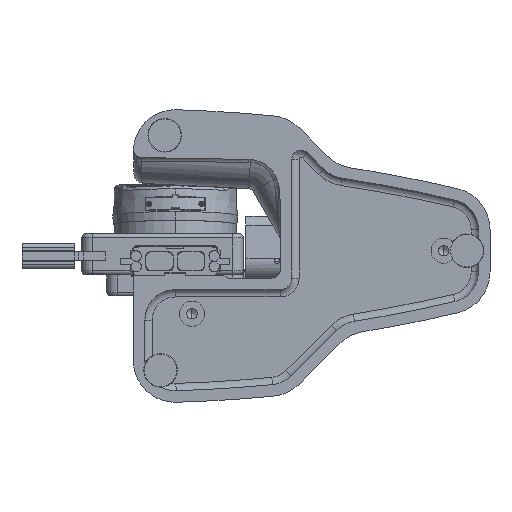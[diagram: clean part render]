
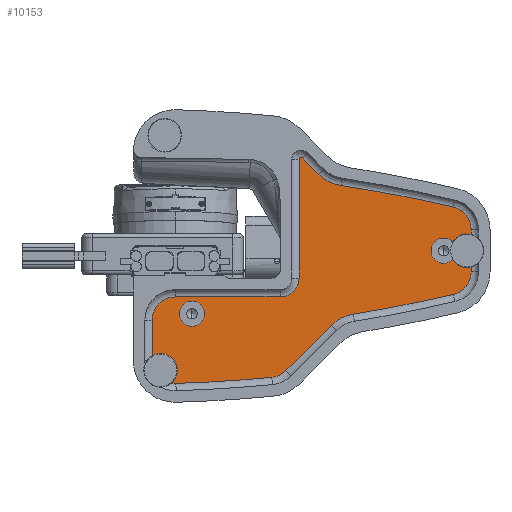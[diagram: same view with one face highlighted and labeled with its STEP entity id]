
A CAD part, front view. The second image highlights one B-rep face of the part: STEP entity #10153.
In plain terms, the highlighted planar face has unit normal (0, -1, 0).
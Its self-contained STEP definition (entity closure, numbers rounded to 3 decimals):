
#3097=CARTESIAN_POINT('',(141.,2.,12.746));
#3121=CARTESIAN_POINT('',(8.,2.,-25.));
#3122=DIRECTION('',(0.,-1.,0.));
#3123=DIRECTION('',(0.,0.,-1.));
#3124=AXIS2_PLACEMENT_3D('',#3121,#3122,#3123);
#3126=CARTESIAN_POINT('',(8.,2.,-25.));
#3127=DIRECTION('',(0.,-1.,0.));
#3128=DIRECTION('',(0.,0.,1.));
#3129=AXIS2_PLACEMENT_3D('',#3126,#3127,#3128);
#3131=CARTESIAN_POINT('',(139.,2.,5.));
#3132=DIRECTION('',(0.,-1.,0.));
#3133=DIRECTION('',(-0.847,0.,-0.532));
#3134=AXIS2_PLACEMENT_3D('',#3131,#3132,#3133);
#3136=DIRECTION('',(0.,0.,-1.));
#3137=VECTOR('',#3136,2.347);
#3138=CARTESIAN_POINT('',(141.,2.,-2.746));
#3139=LINE('',#3138,#3137);
#3140=CARTESIAN_POINT('',(130.,2.,-5.093));
#3141=DIRECTION('',(0.,1.,0.));
#3142=DIRECTION('',(1.,0.,0.));
#3143=AXIS2_PLACEMENT_3D('',#3140,#3141,#3142);
#3145=CARTESIAN_POINT('',(-20.,2.,632.5));
#3146=DIRECTION('',(0.,1.,0.));
#3147=DIRECTION('',(0.229,0.,-0.973));
#3148=AXIS2_PLACEMENT_3D('',#3145,#3146,#3147);
#3150=CARTESIAN_POINT('',(87.857,2.,-43.955));
#3151=DIRECTION('',(0.,-1.,0.));
#3152=DIRECTION('',(-0.157,0.,0.988));
#3153=AXIS2_PLACEMENT_3D('',#3150,#3151,#3152);
#3155=DIRECTION('',(-0.707,0.,-0.707));
#3156=VECTOR('',#3155,30.609);
#3157=CARTESIAN_POINT('',(74.422,2.,-30.52));
#3158=LINE('',#3157,#3156);
#3159=CARTESIAN_POINT('',(45.,2.,-44.386));
#3160=DIRECTION('',(0.,1.,0.));
#3161=DIRECTION('',(0.707,0.,-0.707));
#3162=AXIS2_PLACEMENT_3D('',#3159,#3160,#3161);
#3164=CARTESIAN_POINT('',(-20.,2.,632.5));
#3165=DIRECTION('',(0.,1.,0.));
#3166=DIRECTION('',(0.096,0.,-0.995));
#3167=AXIS2_PLACEMENT_3D('',#3164,#3165,#3166);
#3169=CARTESIAN_POINT('',(0.,2.,-47.206));
#3170=DIRECTION('',(0.,1.,0.));
#3171=DIRECTION('',(0.029,0.,-1.));
#3172=AXIS2_PLACEMENT_3D('',#3169,#3170,#3171);
#3174=CARTESIAN_POINT('',(-7.,2.,-52.));
#3175=DIRECTION('',(0.,-1.,0.));
#3176=DIRECTION('',(0.653,0.,-0.758));
#3177=AXIS2_PLACEMENT_3D('',#3174,#3175,#3176);
#3179=CARTESIAN_POINT('',(-7.,2.,-52.));
#3180=DIRECTION('',(0.,-1.,0.));
#3181=DIRECTION('',(0.,0.,1.));
#3182=AXIS2_PLACEMENT_3D('',#3179,#3180,#3181);
#3184=DIRECTION('',(0.,0.,1.));
#3185=VECTOR('',#3184,17.072);
#3186=CARTESIAN_POINT('',(-11.,2.,-45.072));
#3187=LINE('',#3186,#3185);
#3188=CARTESIAN_POINT('',(0.,2.,-28.));
#3189=DIRECTION('',(0.,1.,0.));
#3190=DIRECTION('',(-1.,0.,0.));
#3191=AXIS2_PLACEMENT_3D('',#3188,#3189,#3190);
#3193=DIRECTION('',(1.,0.,0.));
#3194=VECTOR('',#3193,50.);
#3195=CARTESIAN_POINT('',(0.,2.,-17.));
#3196=LINE('',#3195,#3194);
#3197=CARTESIAN_POINT('',(50.,2.,-8.));
#3198=DIRECTION('',(0.,-1.,0.));
#3199=DIRECTION('',(0.,0.,-1.));
#3200=AXIS2_PLACEMENT_3D('',#3197,#3198,#3199);
#3202=DIRECTION('',(0.,0.,1.));
#3203=VECTOR('',#3202,56.505);
#3204=CARTESIAN_POINT('',(59.,2.,-8.));
#3205=LINE('',#3204,#3203);
#3206=CARTESIAN_POINT('',(60.,2.,48.505));
#3207=DIRECTION('',(0.,1.,0.));
#3208=DIRECTION('',(-1.,0.,0.));
#3209=AXIS2_PLACEMENT_3D('',#3206,#3207,#3208);
#3211=DIRECTION('',(0.707,0.,-0.707));
#3212=VECTOR('',#3211,10.99);
#3213=CARTESIAN_POINT('',(60.707,2.,49.212));
#3214=LINE('',#3213,#3212);
#3215=CARTESIAN_POINT('',(81.913,2.,54.876));
#3216=DIRECTION('',(0.,-1.,0.));
#3217=DIRECTION('',(-0.707,0.,-0.707));
#3218=AXIS2_PLACEMENT_3D('',#3215,#3216,#3217);
#3220=CARTESIAN_POINT('',(-20.,2.,-622.5));
#3221=DIRECTION('',(0.,1.,0.));
#3222=DIRECTION('',(0.149,0.,0.989));
#3223=AXIS2_PLACEMENT_3D('',#3220,#3221,#3222);
#3225=CARTESIAN_POINT('',(130.,2.,15.093));
#3226=DIRECTION('',(0.,1.,0.));
#3227=DIRECTION('',(0.229,0.,0.973));
#3228=AXIS2_PLACEMENT_3D('',#3225,#3226,#3227);
#3230=DIRECTION('',(0.,0.,-1.));
#3231=VECTOR('',#3230,2.347);
#3232=CARTESIAN_POINT('',(141.,2.,15.093));
#3233=LINE('',#3232,#3231);
#3234=CARTESIAN_POINT('',(139.,2.,5.));
#3235=DIRECTION('',(0.,-1.,0.));
#3236=DIRECTION('',(0.25,0.,0.968));
#3237=AXIS2_PLACEMENT_3D('',#3234,#3235,#3236);
#3239=CARTESIAN_POINT('',(128.,2.,5.));
#3240=DIRECTION('',(0.,-1.,0.));
#3241=DIRECTION('',(0.705,0.,0.71));
#3242=AXIS2_PLACEMENT_3D('',#3239,#3240,#3241);
#3244=CARTESIAN_POINT('',(128.,2.,5.));
#3245=DIRECTION('',(0.,-1.,0.));
#3246=DIRECTION('',(0.,0.,1.));
#3247=AXIS2_PLACEMENT_3D('',#3244,#3245,#3246);
#3249=CARTESIAN_POINT('',(128.,2.,5.));
#3250=DIRECTION('',(0.,-1.,0.));
#3251=DIRECTION('',(0.,0.,-1.));
#3252=AXIS2_PLACEMENT_3D('',#3249,#3250,#3251);
#3644=CARTESIAN_POINT('',(50.,2.,-17.));
#3645=CARTESIAN_POINT('',(59.,2.,-8.));
#3646=VERTEX_POINT('',#3644);
#3647=VERTEX_POINT('',#3645);
#3648=CARTESIAN_POINT('',(59.,2.,48.505));
#3649=VERTEX_POINT('',#3648);
#3650=CARTESIAN_POINT('',(60.707,2.,49.212));
#3651=VERTEX_POINT('',#3650);
#3652=CARTESIAN_POINT('',(68.478,2.,41.441));
#3653=VERTEX_POINT('',#3652);
#3654=CARTESIAN_POINT('',(79.086,2.,36.088));
#3655=VERTEX_POINT('',#3654);
#3656=CARTESIAN_POINT('',(132.519,2.,25.801));
#3657=VERTEX_POINT('',#3656);
#3658=CARTESIAN_POINT('',(141.,2.,15.093));
#3659=VERTEX_POINT('',#3658);
#3660=CARTESIAN_POINT('',(141.,2.,-5.093));
#3661=CARTESIAN_POINT('',(132.519,2.,-15.801));
#3662=VERTEX_POINT('',#3660);
#3663=VERTEX_POINT('',#3661);
#3664=CARTESIAN_POINT('',(84.866,2.,-25.192));
#3665=VERTEX_POINT('',#3664);
#3666=CARTESIAN_POINT('',(74.422,2.,-30.52));
#3667=VERTEX_POINT('',#3666);
#3668=CARTESIAN_POINT('',(52.778,2.,-52.164));
#3669=VERTEX_POINT('',#3668);
#3670=CARTESIAN_POINT('',(46.051,2.,-55.336));
#3671=VERTEX_POINT('',#3670);
#3672=CARTESIAN_POINT('',(0.324,2.,-58.201));
#3673=VERTEX_POINT('',#3672);
#3674=CARTESIAN_POINT('',(-11.,2.,-28.));
#3675=CARTESIAN_POINT('',(0.,2.,-17.));
#3676=VERTEX_POINT('',#3674);
#3677=VERTEX_POINT('',#3675);
#4048=CARTESIAN_POINT('',(128.,2.,11.));
#4049=CARTESIAN_POINT('',(128.,2.,-1.));
#4050=VERTEX_POINT('',#4048);
#4051=VERTEX_POINT('',#4049);
#4056=CARTESIAN_POINT('',(8.,2.,-31.));
#4057=CARTESIAN_POINT('',(8.,2.,-19.));
#4058=VERTEX_POINT('',#4056);
#4059=VERTEX_POINT('',#4057);
#4064=CARTESIAN_POINT('',(-11.,2.,-45.072));
#4065=CARTESIAN_POINT('',(-7.,2.,-44.));
#4066=VERTEX_POINT('',#4064);
#4067=VERTEX_POINT('',#4065);
#4068=CARTESIAN_POINT('',(-1.779,2.,-58.061));
#4069=VERTEX_POINT('',#4068);
#4079=VERTEX_POINT('',#3097);
#4084=CARTESIAN_POINT('',(132.227,2.,0.742));
#4085=VERTEX_POINT('',#4084);
#4086=CARTESIAN_POINT('',(132.227,2.,9.258));
#4087=VERTEX_POINT('',#4086);
#4088=CARTESIAN_POINT('',(141.,2.,-2.746));
#4089=VERTEX_POINT('',#4088);
#10090=CARTESIAN_POINT('',(-20.,2.,5.));
#10091=DIRECTION('',(0.,-1.,0.));
#10092=DIRECTION('',(1.,0.,0.));
#10093=AXIS2_PLACEMENT_3D('',#10090,#10091,#10092);
#10094=PLANE('',#10093);
#10096=ORIENTED_EDGE('',*,*,#10095,.T.);
#10097=ORIENTED_EDGE('',*,*,#10085,.T.);
#10099=ORIENTED_EDGE('',*,*,#10098,.T.);
#10101=ORIENTED_EDGE('',*,*,#10100,.T.);
#10103=ORIENTED_EDGE('',*,*,#10102,.T.);
#10105=ORIENTED_EDGE('',*,*,#10104,.T.);
#10107=ORIENTED_EDGE('',*,*,#10106,.T.);
#10109=ORIENTED_EDGE('',*,*,#10108,.T.);
#10111=ORIENTED_EDGE('',*,*,#10110,.T.);
#10113=ORIENTED_EDGE('',*,*,#10112,.T.);
#10115=ORIENTED_EDGE('',*,*,#10114,.T.);
#10117=ORIENTED_EDGE('',*,*,#10116,.T.);
#10119=ORIENTED_EDGE('',*,*,#10118,.T.);
#10121=ORIENTED_EDGE('',*,*,#10120,.T.);
#10123=ORIENTED_EDGE('',*,*,#10122,.T.);
#10125=ORIENTED_EDGE('',*,*,#10124,.T.);
#10127=ORIENTED_EDGE('',*,*,#10126,.T.);
#10129=ORIENTED_EDGE('',*,*,#10128,.T.);
#10131=ORIENTED_EDGE('',*,*,#10130,.T.);
#10133=ORIENTED_EDGE('',*,*,#10132,.T.);
#10135=ORIENTED_EDGE('',*,*,#10134,.T.);
#10136=ORIENTED_EDGE('',*,*,#10067,.T.);
#10138=ORIENTED_EDGE('',*,*,#10137,.T.);
#10140=ORIENTED_EDGE('',*,*,#10139,.T.);
#10142=ORIENTED_EDGE('',*,*,#10141,.T.);
#10144=ORIENTED_EDGE('',*,*,#10143,.T.);
#10145=EDGE_LOOP('',(#10096,#10097,#10099,#10101,#10103,#10105,#10107,#10109,
#10111,#10113,#10115,#10117,#10119,#10121,#10123,#10125,#10127,#10129,#10131,
#10133,#10135,#10136,#10138,#10140,#10142,#10144));
#10146=FACE_OUTER_BOUND('',#10145,.F.);
#10148=ORIENTED_EDGE('',*,*,#10147,.T.);
#10150=ORIENTED_EDGE('',*,*,#10149,.T.);
#10151=EDGE_LOOP('',(#10148,#10150));
#10152=FACE_BOUND('',#10151,.F.);
#10153=ADVANCED_FACE('',(#10146,#10152),#10094,.T.);
#3125=CIRCLE('',#3124,6.);
#3130=CIRCLE('',#3129,6.);
#3135=CIRCLE('',#3134,8.);
#3144=CIRCLE('',#3143,11.);
#3149=CIRCLE('',#3148,666.);
#3154=CIRCLE('',#3153,19.);
#3163=CIRCLE('',#3162,11.);
#3168=CIRCLE('',#3167,691.);
#3173=CIRCLE('',#3172,11.);
#3178=CIRCLE('',#3177,8.);
#3183=CIRCLE('',#3182,8.);
#3192=CIRCLE('',#3191,11.);
#3201=CIRCLE('',#3200,9.);
#3210=CIRCLE('',#3209,1.);
#3219=CIRCLE('',#3218,19.);
#3224=CIRCLE('',#3223,666.);
#3229=CIRCLE('',#3228,11.);
#3238=CIRCLE('',#3237,8.);
#3243=CIRCLE('',#3242,6.);
#3248=CIRCLE('',#3247,6.);
#3253=CIRCLE('',#3252,6.);
#10067=EDGE_CURVE('',#3659,#4079,#3233,.T.);
#10085=EDGE_CURVE('',#4089,#3662,#3139,.T.);
#10095=EDGE_CURVE('',#4085,#4089,#3135,.T.);
#10098=EDGE_CURVE('',#3662,#3663,#3144,.T.);
#10100=EDGE_CURVE('',#3663,#3665,#3149,.T.);
#10102=EDGE_CURVE('',#3665,#3667,#3154,.T.);
#10104=EDGE_CURVE('',#3667,#3669,#3158,.T.);
#10106=EDGE_CURVE('',#3669,#3671,#3163,.T.);
#10108=EDGE_CURVE('',#3671,#3673,#3168,.T.);
#10110=EDGE_CURVE('',#3673,#4069,#3173,.T.);
#10112=EDGE_CURVE('',#4069,#4067,#3178,.T.);
#10114=EDGE_CURVE('',#4067,#4066,#3183,.T.);
#10116=EDGE_CURVE('',#4066,#3676,#3187,.T.);
#10118=EDGE_CURVE('',#3676,#3677,#3192,.T.);
#10120=EDGE_CURVE('',#3677,#3646,#3196,.T.);
#10122=EDGE_CURVE('',#3646,#3647,#3201,.T.);
#10124=EDGE_CURVE('',#3647,#3649,#3205,.T.);
#10126=EDGE_CURVE('',#3649,#3651,#3210,.T.);
#10128=EDGE_CURVE('',#3651,#3653,#3214,.T.);
#10130=EDGE_CURVE('',#3653,#3655,#3219,.T.);
#10132=EDGE_CURVE('',#3655,#3657,#3224,.T.);
#10134=EDGE_CURVE('',#3657,#3659,#3229,.T.);
#10137=EDGE_CURVE('',#4079,#4087,#3238,.T.);
#10139=EDGE_CURVE('',#4087,#4050,#3243,.T.);
#10141=EDGE_CURVE('',#4050,#4051,#3248,.T.);
#10143=EDGE_CURVE('',#4051,#4085,#3253,.T.);
#10147=EDGE_CURVE('',#4058,#4059,#3125,.T.);
#10149=EDGE_CURVE('',#4059,#4058,#3130,.T.);
